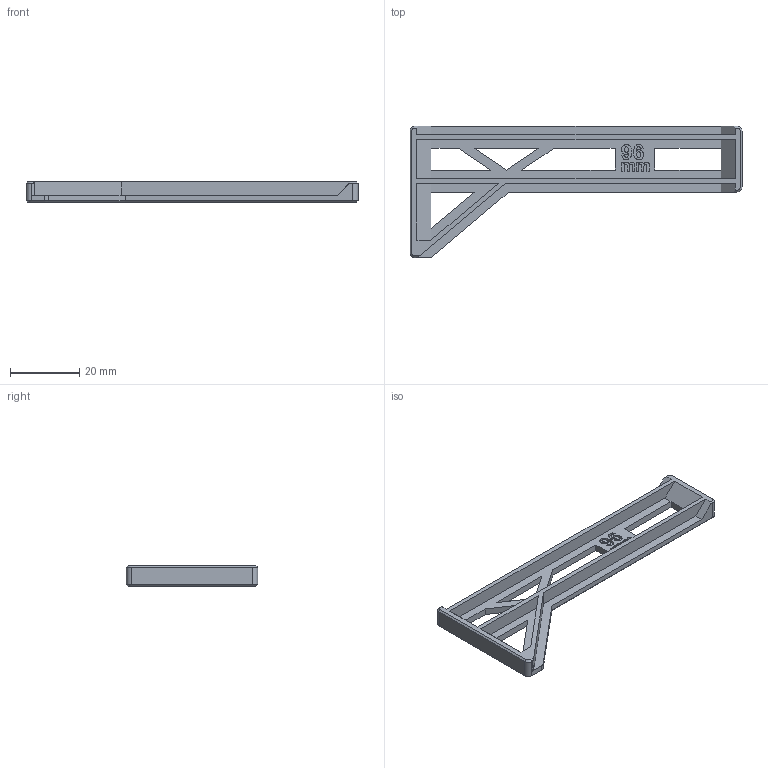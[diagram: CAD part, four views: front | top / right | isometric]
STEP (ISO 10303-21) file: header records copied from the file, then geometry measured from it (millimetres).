
FILE_DESCRIPTION(/* description */ (''),/* implementation_level */ '2;1');
FILE_NAME(/* name */ 'build_helper_96mm.step',/* time_stamp */ '2018-02-07T19:39:01+01:00',/* author */ ('gregsaun'),/* organization */ (''),/* preprocessor_version */ 'ST-DEVELOPER v16.13',/* originating_system */ 'Autodesk Translation Framework v6.5.0.72',/* authorisation */ '');
FILE_SCHEMA (('AUTOMOTIVE_DESIGN { 1 0 10303 214 3 1 1 }'));
Length unit declared in the file: millimetre
Products named in the file (1): build_helper_96mm
Bounding box: 96 x 38 x 6 mm (x, y, z)
Volume: 5321.4 mm3; surface area: 6305.9 mm2
Topology: 1 solids, 1 shells, 185 faces, 508 edges, 330 vertices
Faces by surface type: plane 86, bspline 84, cone 9, cylinder 6
Entity records: 6987 total; most frequent: CARTESIAN_POINT 2804, ORIENTED_EDGE 1016, DIRECTION 565, EDGE_CURVE 508, VERTEX_POINT 330, LINE 319, VECTOR 319, EDGE_LOOP 200
